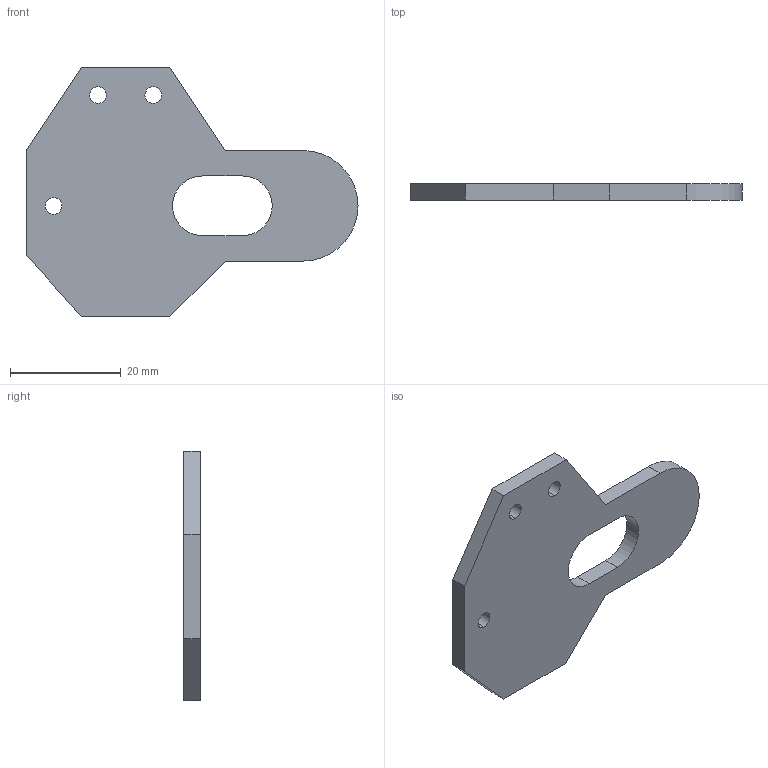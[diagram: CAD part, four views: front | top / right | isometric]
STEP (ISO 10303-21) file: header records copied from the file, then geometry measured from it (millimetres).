
FILE_DESCRIPTION (( 'STEP AP203' ), '1' );
FILE_NAME ('grip2_Default_sldprt.STEP', '2018-08-27T18:24:54', ( '' ), ( '' ), 'SwSTEP 2.0', 'SolidWorks 2014', '' );
FILE_SCHEMA (( 'CONFIG_CONTROL_DESIGN' ));
Length unit declared in the file: millimetre
Products named in the file (1): grip2_Default_sldprt
Bounding box: 60 x 3 x 45 mm (x, y, z)
Volume: 4831.8 mm3; surface area: 3977.3 mm2
Topology: 1 solids, 1 shells, 22 faces, 60 edges, 40 vertices
Faces by surface type: plane 13, cylinder 9
Entity records: 795 total; most frequent: DIRECTION 124, CARTESIAN_POINT 123, ORIENTED_EDGE 120, EDGE_CURVE 60, LINE 42, VECTOR 42, AXIS2_PLACEMENT_3D 41, VERTEX_POINT 40
